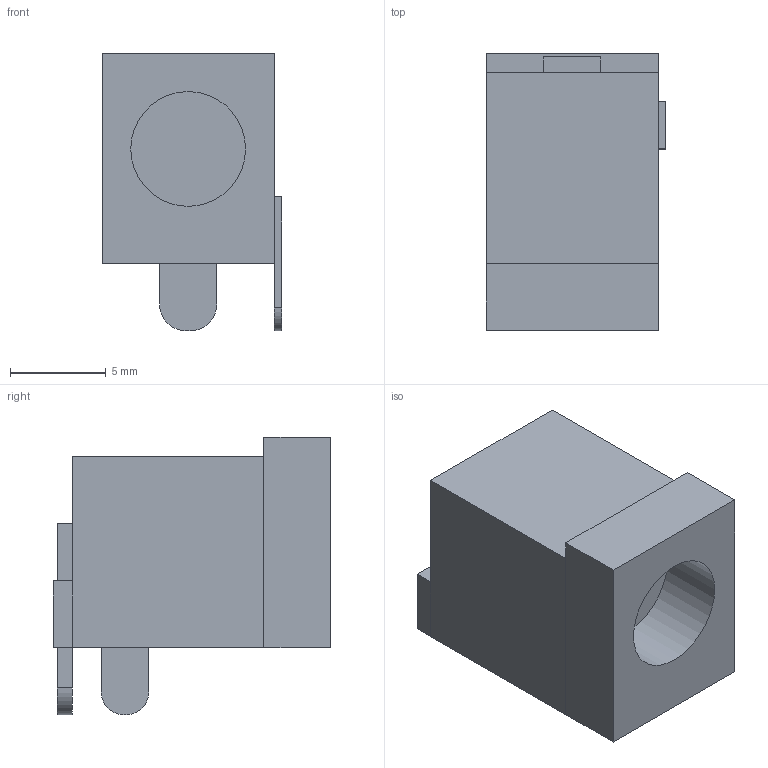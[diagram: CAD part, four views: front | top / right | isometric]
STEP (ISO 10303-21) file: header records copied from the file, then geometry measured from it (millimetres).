
FILE_DESCRIPTION(('FreeCAD Model'),'2;1');
FILE_NAME('lumberg_NEB_21_R__simple__Fusion.step','2016-02-18T16:18:34', ('Author'),(''),'Open CASCADE STEP processor 6.8','FreeCAD','Unknown' );
FILE_SCHEMA(('AUTOMOTIVE_DESIGN_CC2 { 1 2 10303 214 -1 1 5 4 }'));
Length unit declared in the file: millimetre
Products named in the file (2): ASSEMBLY; Fusion
Assembly tree (1 placements, depth 2):
  ASSEMBLY
    Fusion
Bounding box: 9.4 x 14.5 x 14.5 mm (x, y, z)
Volume: 1200.7 mm3; surface area: 861.2 mm2
Topology: 1 solids, 1 shells, 37 faces, 90 edges, 56 vertices
Faces by surface type: plane 32, cylinder 5
Full cylindrical faces by diameter (mm): 6 x1
Entity records: 2521 total; most frequent: CARTESIAN_POINT 407, DIRECTION 341, LINE 238, VECTOR 238, ORIENTED_EDGE 180, PCURVE 180, DEFINITIONAL_REPRESENTATION 180, EDGE_CURVE 90
